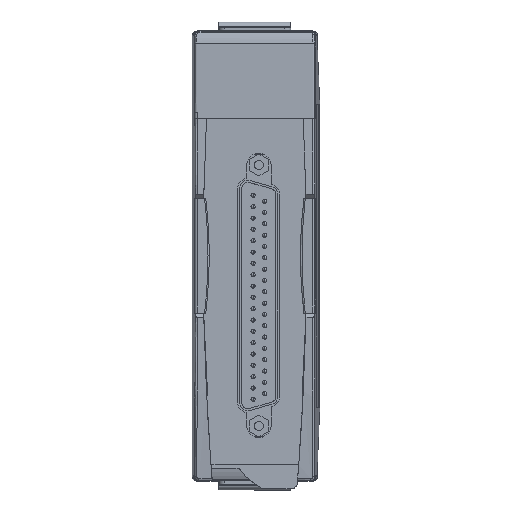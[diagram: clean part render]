
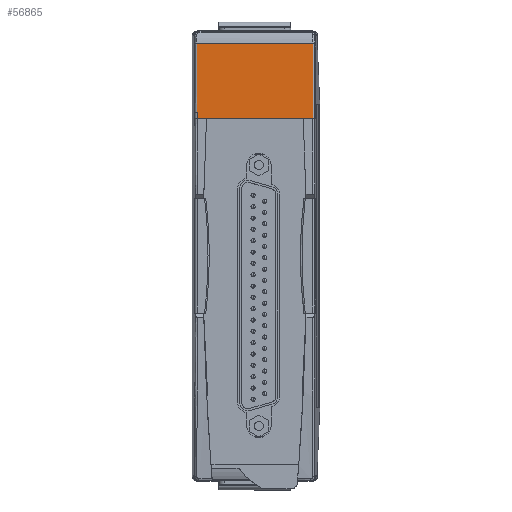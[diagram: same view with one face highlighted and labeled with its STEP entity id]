
A CAD part, top view. The second image highlights one B-rep face of the part: STEP entity #56865.
In plain terms, the highlighted planar face has unit normal (0, 0, 1).
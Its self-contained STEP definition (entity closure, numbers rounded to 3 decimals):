
#1492 = LINE ( 'NONE', #14871, #41243 ) ;
#1655 = ORIENTED_EDGE ( 'NONE', *, *, #16429, .T. ) ;
#2386 = CARTESIAN_POINT ( 'NONE',  ( 1.607, 51.333, 84.5 ) ) ;
#2707 = CARTESIAN_POINT ( 'NONE',  ( 29.892, 33.5, 84.5 ) ) ;
#3798 = LINE ( 'NONE', #36056, #55754 ) ;
#5322 = EDGE_CURVE ( 'NONE', #15313, #59186, #25800, .T. ) ;
#5506 = ORIENTED_EDGE ( 'NONE', *, *, #10962, .T. ) ;
#5844 = PLANE ( 'NONE',  #62715 ) ;
#6426 = EDGE_CURVE ( 'NONE', #43851, #15313, #3798, .T. ) ;
#7731 = VECTOR ( 'NONE', #64749, 1000. ) ;
#10962 = EDGE_CURVE ( 'NONE', #22221, #43851, #37611, .T. ) ;
#12965 = ORIENTED_EDGE ( 'NONE', *, *, #33164, .T. ) ;
#13642 = CARTESIAN_POINT ( 'NONE',  ( 29.892, 52., 84.5 ) ) ;
#14442 = ORIENTED_EDGE ( 'NONE', *, *, #35149, .T. ) ;
#14871 = CARTESIAN_POINT ( 'NONE',  ( 29.892, 35., 84.5 ) ) ;
#15074 = VECTOR ( 'NONE', #64349, 1000. ) ;
#15313 = VERTEX_POINT ( 'NONE', #38752 ) ;
#16429 = EDGE_CURVE ( 'NONE', #50459, #22221, #21617, .T. ) ;
#17252 = EDGE_CURVE ( 'NONE', #59186, #17600, #49098, .T. ) ;
#17600 = VERTEX_POINT ( 'NONE', #52868 ) ;
#18035 = CARTESIAN_POINT ( 'NONE',  ( 1.607, 51., 84.5 ) ) ;
#20034 = EDGE_LOOP ( 'NONE', ( #39443, #39366, #14442, #12965, #1655, #5506, #65398 ) ) ;
#20106 = DIRECTION ( 'NONE',  ( 0., 1., 0. ) ) ;
#21139 = CARTESIAN_POINT ( 'NONE',  ( 1.607, 35., 84.5 ) ) ;
#21617 = LINE ( 'NONE', #37484, #59827 ) ;
#22221 = VERTEX_POINT ( 'NONE', #13642 ) ;
#23214 = CARTESIAN_POINT ( 'NONE',  ( 1.607, 48.333, 84.5 ) ) ;
#25800 = B_SPLINE_CURVE_WITH_KNOTS ( 'NONE', 3,
 ( #49107, #38685, #2386, #18035, #54321, #23214, #59595, #28426, #64793, #33720 ),
 .UNSPECIFIED., .F., .F.,
 ( 4, 3, 3, 4 ),
 ( 0., 0.001, 0.005, 0.017 ),
 .UNSPECIFIED. ) ;
#26648 = CARTESIAN_POINT ( 'NONE',  ( 1.099, 35., 84.5 ) ) ;
#26985 = DIRECTION ( 'NONE',  ( -1., 0., 0. ) ) ;
#28426 = CARTESIAN_POINT ( 'NONE',  ( 1.607, 43., 84.5 ) ) ;
#31909 = DIRECTION ( 'NONE',  ( 1., 0., 0. ) ) ;
#33164 = EDGE_CURVE ( 'NONE', #45734, #50459, #1492, .T. ) ;
#33720 = CARTESIAN_POINT ( 'NONE',  ( 1.607, 35., 84.5 ) ) ;
#35149 = EDGE_CURVE ( 'NONE', #17600, #45734, #41070, .T. ) ;
#36056 = CARTESIAN_POINT ( 'NONE',  ( 46.666, 52., 84.5 ) ) ;
#37484 = CARTESIAN_POINT ( 'NONE',  ( 46.666, 52., 84.5 ) ) ;
#37611 = LINE ( 'NONE', #41376, #39228 ) ;
#38685 = CARTESIAN_POINT ( 'NONE',  ( 1.607, 51.667, 84.5 ) ) ;
#38752 = CARTESIAN_POINT ( 'NONE',  ( 1.607, 52., 84.5 ) ) ;
#39228 = VECTOR ( 'NONE', #46594, 1000. ) ;
#39366 = ORIENTED_EDGE ( 'NONE', *, *, #17252, .T. ) ;
#39443 = ORIENTED_EDGE ( 'NONE', *, *, #5322, .T. ) ;
#41070 = LINE ( 'NONE', #48885, #15074 ) ;
#41243 = VECTOR ( 'NONE', #20106, 1000. ) ;
#41376 = CARTESIAN_POINT ( 'NONE',  ( 46.666, 52., 84.5 ) ) ;
#43851 = VERTEX_POINT ( 'NONE', #63084 ) ;
#45734 = VERTEX_POINT ( 'NONE', #2707 ) ;
#46594 = DIRECTION ( 'NONE',  ( -1., 0., 0. ) ) ;
#47214 = FACE_OUTER_BOUND ( 'NONE', #20034, .T. ) ;
#48885 = CARTESIAN_POINT ( 'NONE',  ( 1.099, 33.5, 84.5 ) ) ;
#49098 = LINE ( 'NONE', #59557, #7731 ) ;
#49107 = CARTESIAN_POINT ( 'NONE',  ( 1.607, 52., 84.5 ) ) ;
#50459 = VERTEX_POINT ( 'NONE', #61700 ) ;
#52868 = CARTESIAN_POINT ( 'NONE',  ( 1.607, 33.5, 84.5 ) ) ;
#54321 = CARTESIAN_POINT ( 'NONE',  ( 1.607, 49.667, 84.5 ) ) ;
#55754 = VECTOR ( 'NONE', #56925, 1000. ) ;
#56865 = ADVANCED_FACE ( 'NONE', ( #47214 ), #5844, .T. ) ;
#56925 = DIRECTION ( 'NONE',  ( -1., 0., 0. ) ) ;
#59186 = VERTEX_POINT ( 'NONE', #21139 ) ;
#59557 = CARTESIAN_POINT ( 'NONE',  ( 1.607, 33.5, 84.5 ) ) ;
#59595 = CARTESIAN_POINT ( 'NONE',  ( 1.607, 47., 84.5 ) ) ;
#59827 = VECTOR ( 'NONE', #26985, 1000. ) ;
#61700 = CARTESIAN_POINT ( 'NONE',  ( 29.892, 52., 84.5 ) ) ;
#62715 = AXIS2_PLACEMENT_3D ( 'NONE', #26648, #63011, #31909 ) ;
#63011 = DIRECTION ( 'NONE',  ( 0., 0., 1. ) ) ;
#63084 = CARTESIAN_POINT ( 'NONE',  ( 1.607, 52., 84.5 ) ) ;
#64349 = DIRECTION ( 'NONE',  ( 1., 0., 0. ) ) ;
#64749 = DIRECTION ( 'NONE',  ( 0., -1., 0. ) ) ;
#64793 = CARTESIAN_POINT ( 'NONE',  ( 1.607, 39., 84.5 ) ) ;
#65398 = ORIENTED_EDGE ( 'NONE', *, *, #6426, .T. ) ;
